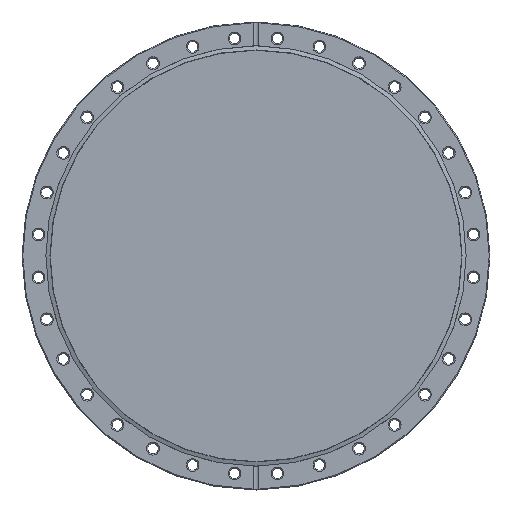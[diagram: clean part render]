
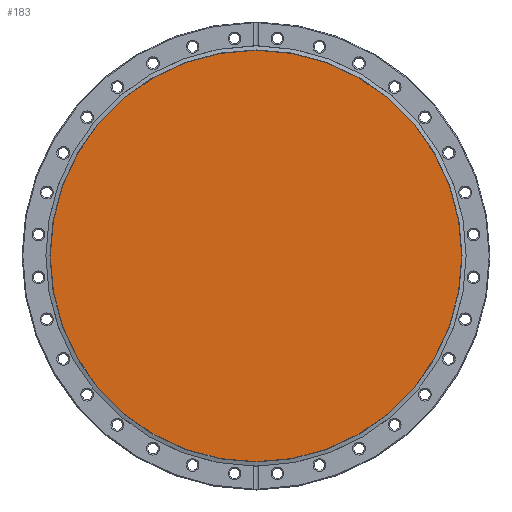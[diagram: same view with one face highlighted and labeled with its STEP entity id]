
A CAD part, top view. The second image highlights one B-rep face of the part: STEP entity #183.
In plain terms, the highlighted planar face has unit normal (0, 0, 1).
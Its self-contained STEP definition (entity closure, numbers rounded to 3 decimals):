
#183 = ADVANCED_FACE( '', ( #568 ), #569, .F. );
#568 = FACE_OUTER_BOUND( '', #957, .T. );
#569 = PLANE( '', #958 );
#957 = EDGE_LOOP( '', ( #1590 ) );
#958 = AXIS2_PLACEMENT_3D( '', #1591, #1592, #1593 );
#1590 = ORIENTED_EDGE( '', *, *, #1755, .T. );
#1591 = CARTESIAN_POINT( '', ( 0., 0., 11.786 ) );
#1592 = DIRECTION( '', ( 0., 0., -1. ) );
#1593 = DIRECTION( '', ( -1., 0., 0. ) );
#1755 = EDGE_CURVE( '', #2053, #2053, #2054, .T. );
#2053 = VERTEX_POINT( '', #2423 );
#2054 = CIRCLE( '', #2424, 133.673 );
#2423 = CARTESIAN_POINT( '', ( 133.673, 0., 11.786 ) );
#2424 = AXIS2_PLACEMENT_3D( '', #2848, #2849, #2850 );
#2848 = CARTESIAN_POINT( '', ( 0., 0., 11.786 ) );
#2849 = DIRECTION( '', ( 0., 0., 1. ) );
#2850 = DIRECTION( '', ( 1., 0., 0. ) );
